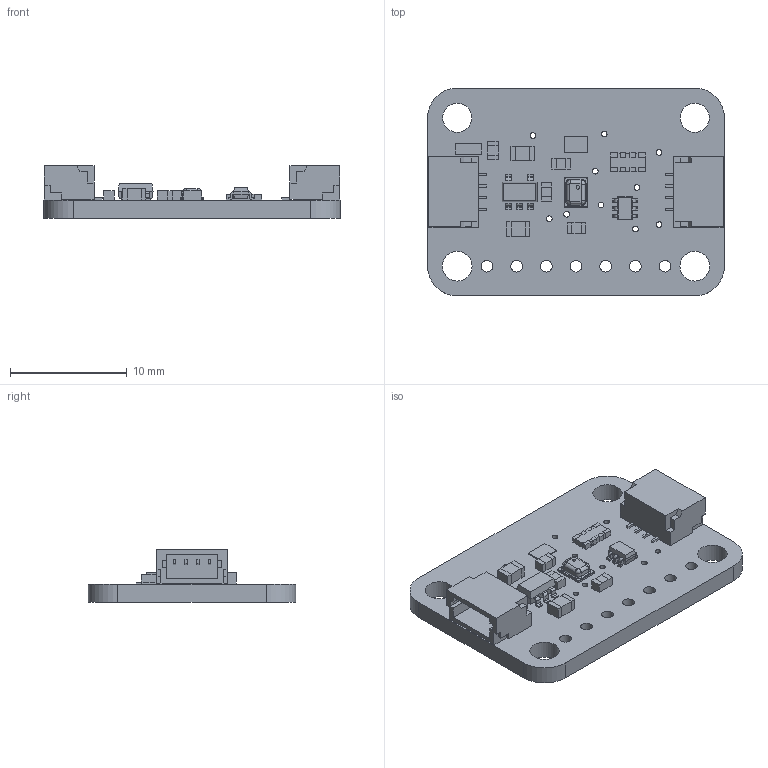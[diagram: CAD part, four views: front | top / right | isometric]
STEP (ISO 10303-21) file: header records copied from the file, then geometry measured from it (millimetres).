
FILE_DESCRIPTION(/* description */ (''),/* implementation_level */ '2;1');
FILE_NAME(/* name */ 'Adafruit DPS310 v3.step',/* time_stamp */ '2021-09-11T09:47:02-04:00',/* author */ (''),/* organization */ (''),/* preprocessor_version */ 'ST-DEVELOPER v18.1',/* originating_system */ 'Autodesk Translation Framework v10.10.0.1391',/* authorisation */ '');
FILE_SCHEMA (('AUTOMOTIVE_DESIGN { 1 0 10303 214 3 1 1 }'));
Length unit declared in the file: millimetre
Products named in the file (12): Adafruit DPS310; PCB Component; Board; 10uF; AP2112K-3.3; 10K; 10K_1; BSS138; STEMMA_I2C_QT; GREEN; 1N4148; BMX280_COMBO
Assembly tree (16 placements, depth 3):
  Adafruit DPS310
    PCB Component
      Board
      10uF  x2
      AP2112K-3.3
      10K  x4
      10K_1
      BSS138
      STEMMA_I2C_QT  x2
      GREEN
      1N4148
      BMX280_COMBO
Bounding box: 25.4 x 17.78 x 4.53 mm (x, y, z)
Volume: 767.4 mm3; surface area: 1557.2 mm2
Topology: 15 solids, 15 shells, 651 faces, 1717 edges, 1120 vertices
Faces by surface type: plane 539, cylinder 100, bspline 8, torus 4
Full cylindrical faces by diameter (mm): 0.2 x1, 0.3 x1, 0.483 x15, 1 x7, 2.5 x2, 2.54 x2
Entity records: 16443 total; most frequent: CARTESIAN_POINT 2789, ORIENTED_EDGE 2658, DIRECTION 2593, EDGE_CURVE 1329, LINE 1117, VECTOR 1117, VERTEX_POINT 862, AXIS2_PLACEMENT_3D 738
